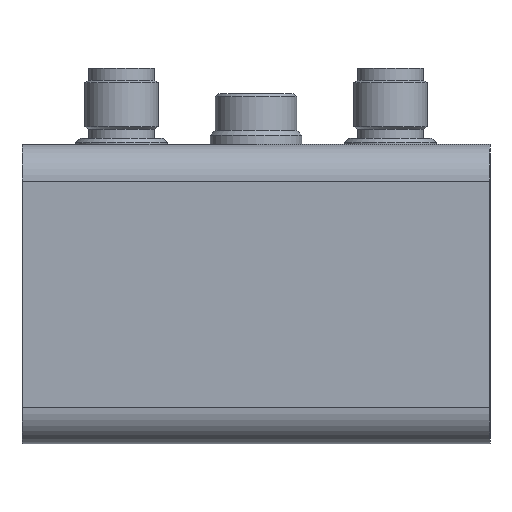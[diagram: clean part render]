
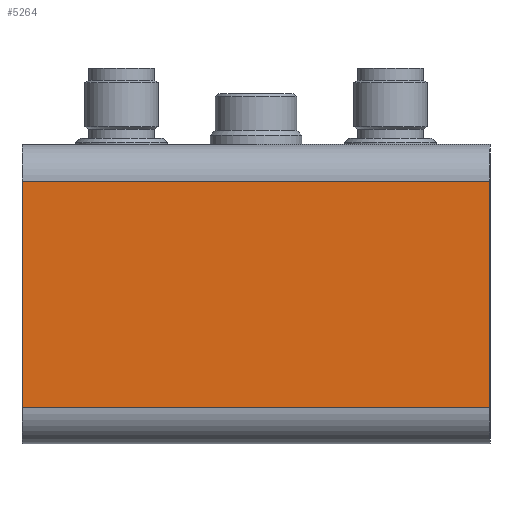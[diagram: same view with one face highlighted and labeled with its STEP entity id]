
A CAD part, left-side view. The second image highlights one B-rep face of the part: STEP entity #5264.
In plain terms, the highlighted planar face has unit normal (-1, 0, 0).
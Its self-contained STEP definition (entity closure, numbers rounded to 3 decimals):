
#4936=CARTESIAN_POINT('',(-40.5,-38.3,18.5));
#4937=VERTEX_POINT('',#4936);
#4947=CARTESIAN_POINT('',(-40.5,-38.3,-18.5));
#4948=VERTEX_POINT('',#4947);
#4949=CARTESIAN_POINT('',(-40.5,-38.3,-18.5));
#4950=DIRECTION('',(0.0,0.0,1.0));
#4951=VECTOR('',#4950,37.);
#4952=LINE('',#4949,#4951);
#4953=EDGE_CURVE('',#4948,#4937,#4952,.T.);
#5044=CARTESIAN_POINT('',(-40.5,38.3,-18.5));
#5045=VERTEX_POINT('',#5044);
#5062=CARTESIAN_POINT('',(-40.5,38.3,-18.5));
#5063=DIRECTION('',(0.0,-1.0,0.0));
#5064=VECTOR('',#5063,76.6);
#5065=LINE('',#5062,#5064);
#5066=EDGE_CURVE('',#5045,#4948,#5065,.T.);
#5228=CARTESIAN_POINT('',(-40.5,38.3,18.5));
#5229=VERTEX_POINT('',#5228);
#5237=CARTESIAN_POINT('',(-40.5,-38.3,18.5));
#5238=DIRECTION('',(0.0,1.0,0.0));
#5239=VECTOR('',#5238,76.6);
#5240=LINE('',#5237,#5239);
#5241=EDGE_CURVE('',#4937,#5229,#5240,.T.);
#5248=CARTESIAN_POINT('',(-40.5,0.0,18.5));
#5249=DIRECTION('',(-1.0,0.0,0.0));
#5250=DIRECTION('',(0.0,0.0,1.0));
#5251=AXIS2_PLACEMENT_3D('',#5248,#5249,#5250);
#5252=PLANE('',#5251);
#5253=CARTESIAN_POINT('',(-40.5,38.3,18.5));
#5254=DIRECTION('',(0.0,0.0,-1.0));
#5255=VECTOR('',#5254,37.);
#5256=LINE('',#5253,#5255);
#5257=EDGE_CURVE('',#5229,#5045,#5256,.T.);
#5258=ORIENTED_EDGE('',*,*,#5257,.T.);
#5259=ORIENTED_EDGE('',*,*,#5066,.T.);
#5260=ORIENTED_EDGE('',*,*,#4953,.T.);
#5261=ORIENTED_EDGE('',*,*,#5241,.T.);
#5262=EDGE_LOOP('',(#5258,#5259,#5260,#5261));
#5263=FACE_OUTER_BOUND('',#5262,.T.);
#5264=ADVANCED_FACE('',(#5263),#5252,.T.);
